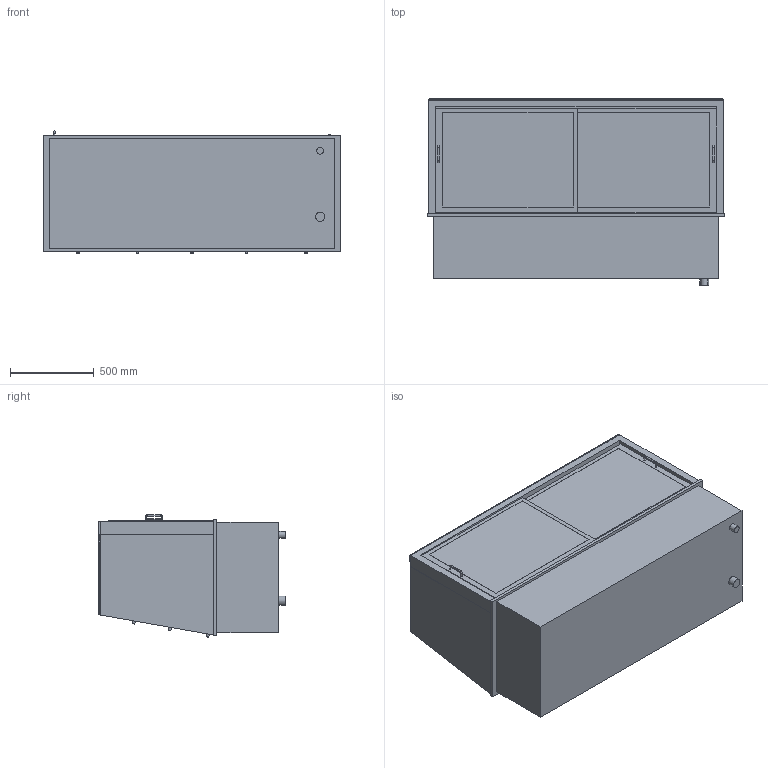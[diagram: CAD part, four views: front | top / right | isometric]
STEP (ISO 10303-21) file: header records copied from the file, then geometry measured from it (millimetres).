
FILE_DESCRIPTION(/* description */ ('vereinfachtes Modell'),/* implementation_level */ '2;1');
FILE_NAME(/* name */ '3D-AKE-00007771.stp',/* time_stamp */ '2024-09-19T14:55:07+02:00',/* author */ ('marina.schachner'),/* organization */ (''),/* preprocessor_version */ 'ST-DEVELOPER v20',/* originating_system */ 'Autodesk Inventor 2024',/* authorisation */ '');
FILE_SCHEMA (('AUTOMOTIVE_DESIGN { 1 0 10303 214 3 1 1 }'));
Length unit declared in the file: millimetre
Products named in the file (1): 3D-AKE-00007771
Bounding box: 1775 x 1116 x 730.37 mm (x, y, z)
Volume: 191261388.6 mm3; surface area: 24638589.8 mm2
Topology: 72 solids, 72 shells, 531 faces, 1152 edges, 768 vertices
Faces by surface type: plane 435, cylinder 77, cone 15, torus 4
Full cylindrical faces by diameter (mm): 8 x6, 15 x15, 40 x1, 55 x1
Entity records: 14331 total; most frequent: CARTESIAN_POINT 2452, DIRECTION 2412, ORIENTED_EDGE 2304, EDGE_CURVE 1152, LINE 956, VECTOR 956, VERTEX_POINT 768, AXIS2_PLACEMENT_3D 728
